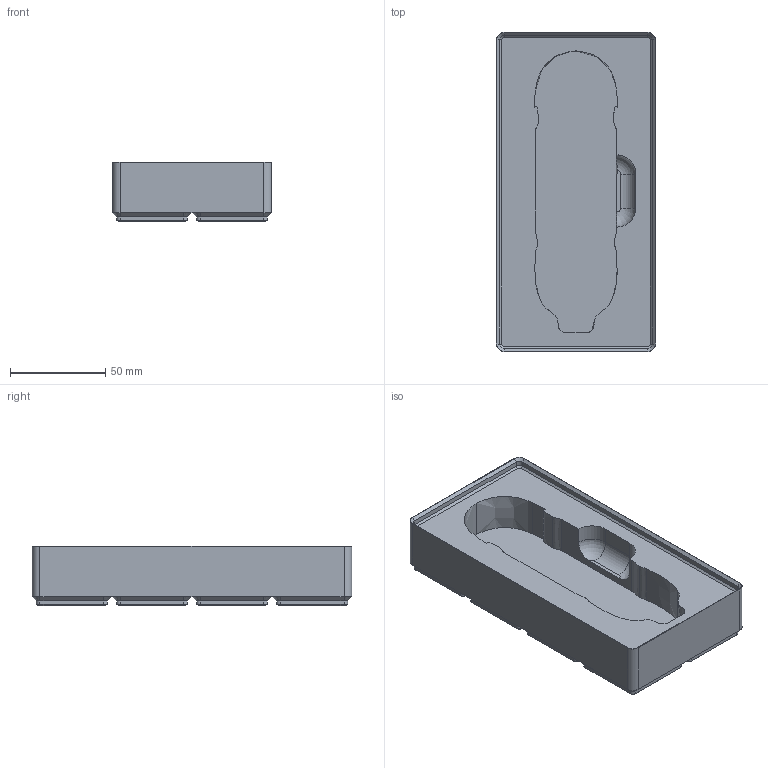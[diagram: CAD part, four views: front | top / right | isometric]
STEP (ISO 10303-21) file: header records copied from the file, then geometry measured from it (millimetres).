
FILE_DESCRIPTION(('Open CASCADE Model'),'2;1');
FILE_NAME('Open CASCADE Shape Model','2026-01-08T04:38:38',('Author'),( 'Open CASCADE'),'Open CASCADE STEP processor 7.6','Open CASCADE 7.6' ,'Unknown');
FILE_SCHEMA(('AP242_MANAGED_MODEL_BASED_3D_ENGINEERING_MIM_LF. {1 0 10303 442 1 1 4 }'));
Length unit declared in the file: millimetre
Products named in the file (1): Open CASCADE STEP translator 7.6 2
Bounding box: 83.5 x 167.5 x 31.4 mm (x, y, z)
Volume: 241335.5 mm3; surface area: 53421.7 mm2
Topology: 1 solids, 1 shells, 263 faces, 607 edges, 348 vertices
Faces by surface type: plane 127, cone 72, cylinder 43, extrusion 19, revolution 2
Entity records: 15573 total; most frequent: CARTESIAN_POINT 3097, DIRECTION 2381, VECTOR 1508, LINE 1489, ORIENTED_EDGE 1214, PCURVE 1214, DEFINITIONAL_REPRESENTATION 1214, EDGE_CURVE 607
